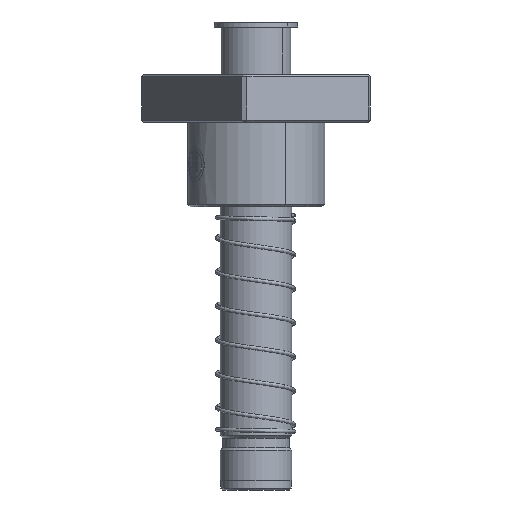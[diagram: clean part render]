
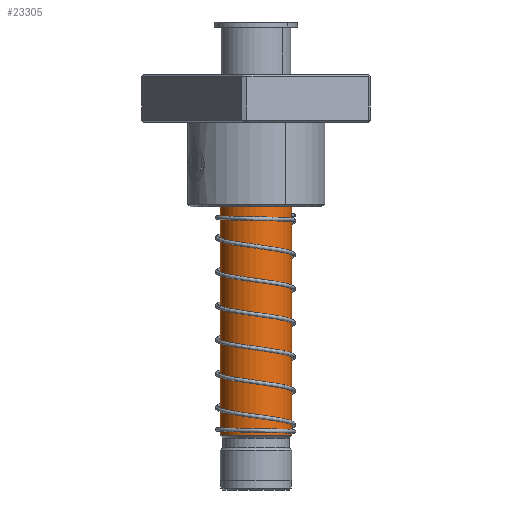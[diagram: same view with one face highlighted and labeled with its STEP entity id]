
A CAD part, front view. The second image highlights one B-rep face of the part: STEP entity #23305.
In plain terms, the highlighted cylindrical face has radius 19 mm (diameter 38 mm), a partial arc.
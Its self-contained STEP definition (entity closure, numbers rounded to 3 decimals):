
#369 = AXIS2_PLACEMENT_3D ( 'NONE', #28759, #20039, #11743 ) ;
#403 = DIRECTION ( 'NONE',  ( -1., 0., 0. ) ) ;
#882 = ORIENTED_EDGE ( 'NONE', *, *, #13443, .F. ) ;
#1533 = DIRECTION ( 'NONE',  ( 0., 0., -1. ) ) ;
#2283 = EDGE_LOOP ( 'NONE', ( #882, #14761, #27942, #14862 ) ) ;
#4484 = VERTEX_POINT ( 'NONE', #7973 ) ;
#5285 = CARTESIAN_POINT ( 'NONE',  ( 0., 0., 217. ) ) ;
#6082 = VECTOR ( 'NONE', #1533, 1000. ) ;
#6367 = VERTEX_POINT ( 'NONE', #14178 ) ;
#6580 = VECTOR ( 'NONE', #34738, 1000. ) ;
#7317 = EDGE_CURVE ( 'NONE', #10904, #18008, #30174, .T. ) ;
#7973 = CARTESIAN_POINT ( 'NONE',  ( -19., 0., 29. ) ) ;
#8488 = EDGE_CURVE ( 'NONE', #6367, #4484, #16134, .T. ) ;
#8570 = CYLINDRICAL_SURFACE ( 'NONE', #17557, 19. ) ;
#9869 = FACE_OUTER_BOUND ( 'NONE', #2283, .T. ) ;
#10110 = LINE ( 'NONE', #12061, #6580 ) ;
#10904 = VERTEX_POINT ( 'NONE', #12246 ) ;
#11743 = DIRECTION ( 'NONE',  ( -1., 0., 0. ) ) ;
#12061 = CARTESIAN_POINT ( 'NONE',  ( -19., 0., 220. ) ) ;
#12246 = CARTESIAN_POINT ( 'NONE',  ( 19., 0., 217. ) ) ;
#13443 = EDGE_CURVE ( 'NONE', #10904, #6367, #31936, .T. ) ;
#14178 = CARTESIAN_POINT ( 'NONE',  ( 19., 0., 29. ) ) ;
#14667 = CARTESIAN_POINT ( 'NONE',  ( 0., 0., 220. ) ) ;
#14761 = ORIENTED_EDGE ( 'NONE', *, *, #7317, .T. ) ;
#14862 = ORIENTED_EDGE ( 'NONE', *, *, #8488, .F. ) ;
#16134 = CIRCLE ( 'NONE', #369, 19. ) ;
#17557 = AXIS2_PLACEMENT_3D ( 'NONE', #14667, #34433, #403 ) ;
#18008 = VERTEX_POINT ( 'NONE', #28752 ) ;
#20039 = DIRECTION ( 'NONE',  ( 0., 0., -1. ) ) ;
#20574 = EDGE_CURVE ( 'NONE', #18008, #4484, #10110, .T. ) ;
#22048 = AXIS2_PLACEMENT_3D ( 'NONE', #5285, #27817, #24838 ) ;
#23305 = ADVANCED_FACE ( 'NONE', ( #9869 ), #8570, .T. ) ;
#24838 = DIRECTION ( 'NONE',  ( 1., 0., 0. ) ) ;
#27817 = DIRECTION ( 'NONE',  ( 0., 0., -1. ) ) ;
#27942 = ORIENTED_EDGE ( 'NONE', *, *, #20574, .T. ) ;
#28752 = CARTESIAN_POINT ( 'NONE',  ( -19., 0., 217. ) ) ;
#28759 = CARTESIAN_POINT ( 'NONE',  ( 0., 0., 29. ) ) ;
#30174 = CIRCLE ( 'NONE', #22048, 19. ) ;
#31936 = LINE ( 'NONE', #34119, #6082 ) ;
#34119 = CARTESIAN_POINT ( 'NONE',  ( 19., 0., 220. ) ) ;
#34433 = DIRECTION ( 'NONE',  ( 0., 0., -1. ) ) ;
#34738 = DIRECTION ( 'NONE',  ( 0., 0., -1. ) ) ;
